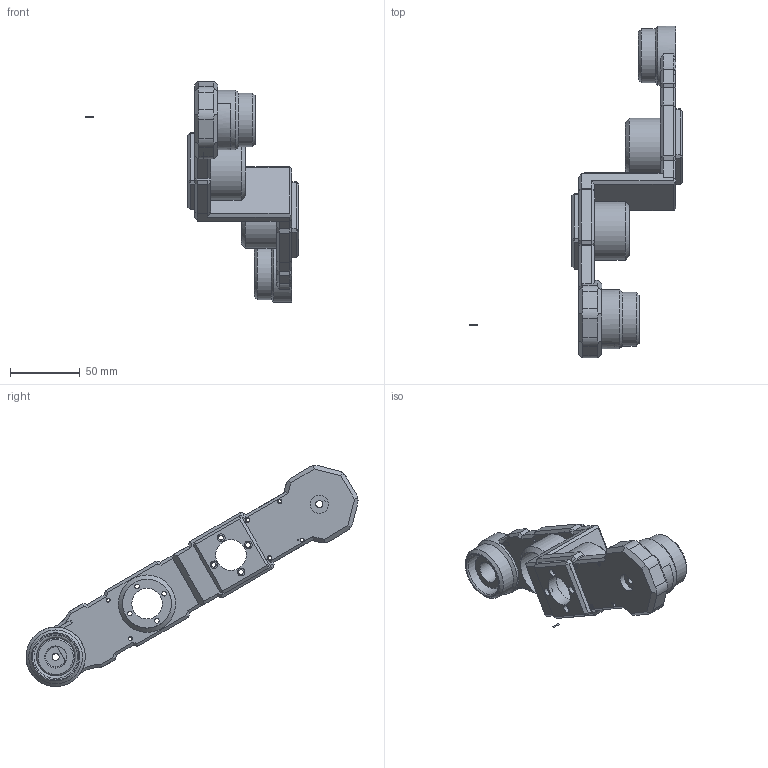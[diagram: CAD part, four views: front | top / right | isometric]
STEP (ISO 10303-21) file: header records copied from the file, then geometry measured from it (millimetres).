
FILE_DESCRIPTION(/* description */ (''),/* implementation_level */ '2;1');
FILE_NAME(/* name */ 'Arm2.step',/* time_stamp */ '2022-02-06T11:46:52+01:00',/* author */ (''),/* organization */ (''),/* preprocessor_version */ 'ST-DEVELOPER v18.1',/* originating_system */ 'Autodesk Translation Framework v10.13.0.1454',/* authorisation */ '');
FILE_SCHEMA (('AUTOMOTIVE_DESIGN { 1 0 10303 214 3 1 1 }'));
Length unit declared in the file: millimetre
Products named in the file (1): 3D-Modell
Bounding box: 153.79 x 238.82 x 158.97 mm (x, y, z)
Volume: 208204.1 mm3; surface area: 65414.4 mm2
Topology: 3 solids, 3 shells, 665 faces, 1840 edges, 1196 vertices
Faces by surface type: plane 335, cylinder 285, bspline 26, cone 15, torus 4
Full cylindrical faces by diameter (mm): 2.529 x43, 3.086 x8, 3.329 x1, 3.34 x1, 3.345 x4, 3.346 x1, 3.411 x1, 5.07 x2, 5.205 x1, 5.5 x8, 13 x1, 14.239 x2, 15.927 x2, 22 x1, 22.184 x1, 27.332 x4, 31.332 x2, 35.091 x1, 35.178 x1, 38.66 x2, 41.301 x1, 41.928 x1, 42.66 x2
Entity records: 33407 total; most frequent: CARTESIAN_POINT 17416, ORIENTED_EDGE 3682, DIRECTION 2678, EDGE_CURVE 1841, VERTEX_POINT 1196, LINE 920, VECTOR 920, AXIS2_PLACEMENT_3D 879
